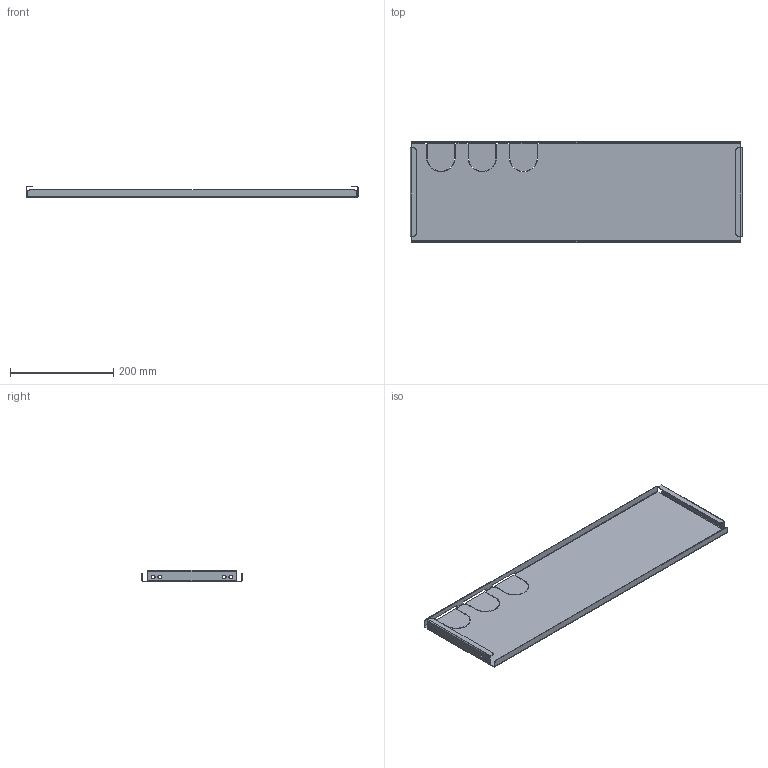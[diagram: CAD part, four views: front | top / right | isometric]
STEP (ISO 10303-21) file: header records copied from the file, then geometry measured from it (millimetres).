
FILE_DESCRIPTION (( 'STEP AP214' ), '1' );
FILE_NAME ('Ïàíåëü êàáåëüíàÿ 645õ200.STEP', '2022-04-04T10:28:06', ( '' ), ( '' ), 'SwSTEP 2.0', 'SolidWorks 2017', '' );
FILE_SCHEMA (( 'AUTOMOTIVE_DESIGN' ));
Length unit declared in the file: millimetre
Products named in the file (1): Ïàíåëü êàáåëüíàÿ 645õ200
Bounding box: 643.4 x 194 x 22.2 mm (x, y, z)
Volume: 179943.1 mm3; surface area: 303803.7 mm2
Topology: 1 solids, 1 shells, 154 faces, 426 edges, 268 vertices
Faces by surface type: plane 100, cylinder 54
Entity records: 4956 total; most frequent: ORIENTED_EDGE 852, CARTESIAN_POINT 849, DIRECTION 844, EDGE_CURVE 426, VECTOR 318, LINE 318, VERTEX_POINT 268, AXIS2_PLACEMENT_3D 263
